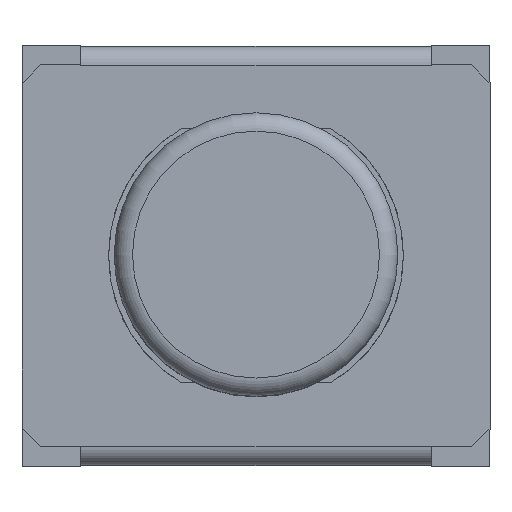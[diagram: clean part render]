
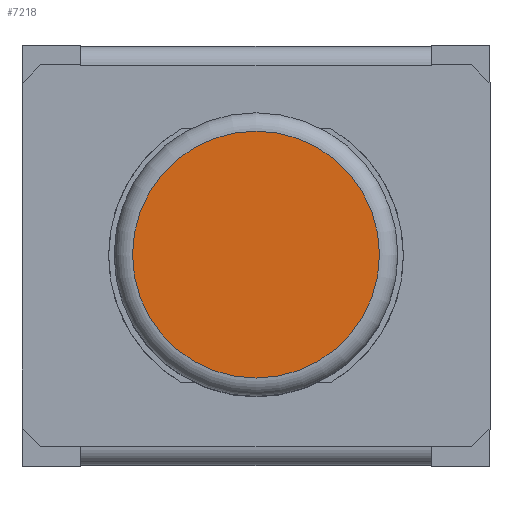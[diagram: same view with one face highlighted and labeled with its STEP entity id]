
A CAD part, top view. The second image highlights one B-rep face of the part: STEP entity #7218.
In plain terms, the highlighted planar face has unit normal (0, 0, 1).
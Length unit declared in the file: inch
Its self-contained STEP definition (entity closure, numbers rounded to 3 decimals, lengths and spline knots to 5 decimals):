
#1727=PLANE('',#7712);
#1972=FACE_OUTER_BOUND('',#2402,.T.);
#2402=EDGE_LOOP('',(#5203));
#2851=CIRCLE('',#7709,0.13189);
#3257=VERTEX_POINT('',#10558);
#3997=EDGE_CURVE('',#3257,#3257,#2851,.T.);
#5203=ORIENTED_EDGE('',*,*,#3997,.F.);
#7218=ADVANCED_FACE('',(#1972),#1727,.F.);
#7709=AXIS2_PLACEMENT_3D('',#10560,#8491,#8492);
#7712=AXIS2_PLACEMENT_3D('',#10565,#8498,#8499);
#8491=DIRECTION('center_axis',(0.,0.,-1.));
#8492=DIRECTION('ref_axis',(0.,-1.,0.));
#8498=DIRECTION('center_axis',(0.,0.,-1.));
#8499=DIRECTION('ref_axis',(0.,-1.,0.));
#10558=CARTESIAN_POINT('',(0.,0.13189,1.00865));
#10560=CARTESIAN_POINT('Origin',(0.,0.,1.00865));
#10565=CARTESIAN_POINT('Origin',(0.,0.,1.00865));
